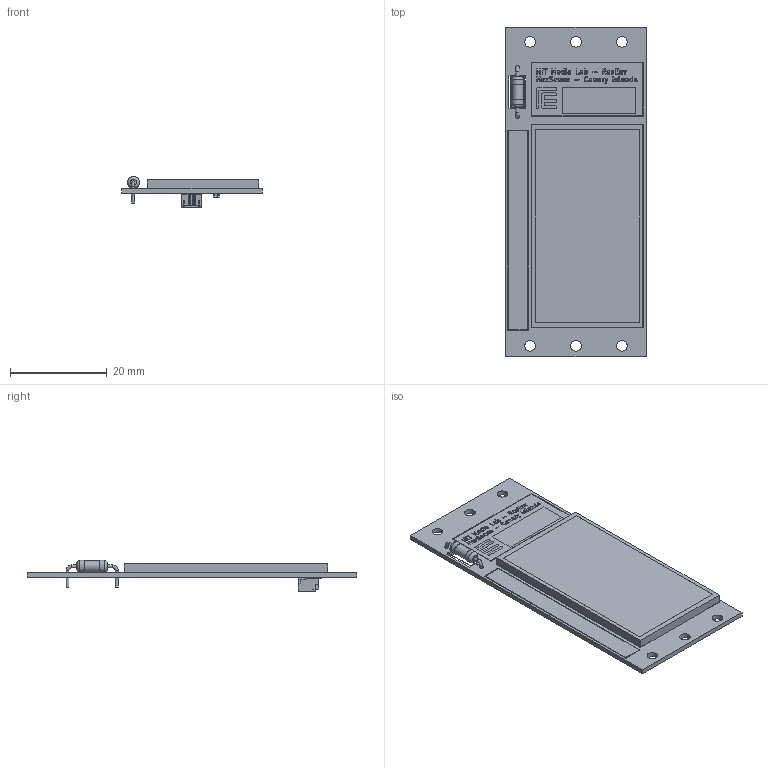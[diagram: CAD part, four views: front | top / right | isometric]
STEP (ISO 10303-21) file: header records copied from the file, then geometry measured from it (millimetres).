
FILE_DESCRIPTION(('FreeCAD Model'),'2;1');
FILE_NAME('Open CASCADE Shape Model','2024-01-23T00:18:57',('Author'),( ''),'Open CASCADE STEP processor 7.5','FreeCAD','Unknown');
FILE_SCHEMA(('AUTOMOTIVE_DESIGN { 1 0 10303 214 1 1 1 1 }'));
Length unit declared in the file: millimetre
Products named in the file (18): SIDE; Local_CS_b4b2; Board_Geoms_b4b2; Pcb_b4b2; PCB_Sketch_b4b2; topSilks_87f0; Step_Models_b4b2; Top_b4b2; SC2_Part 1_4863a58bc153; R6_R_Axial_DIN0207_L63mm_D25mm_P1016mm_Horizontal_2c17a1b4c26e; Bot_b4b2; J3_SM02B-SRSS-TB(LF)(SN)005_525f85e89ef8; SM02B-SRSS-TB(LF)(SN); SM02B-SRSS-TB(LF)(SN)001; SM02B-SRSS-TB(LF)(SN)002; SM02B-SRSS-TB(LF)(SN)003; SM02B-SRSS-TB(LF)(SN)004; D1_D_0805_c4761f91ea4f
Assembly tree (17 placements, depth 5):
  SIDE
    Local_CS_b4b2
    Board_Geoms_b4b2
      Pcb_b4b2
      PCB_Sketch_b4b2
      topSilks_87f0
    Step_Models_b4b2
      Top_b4b2
        SC2_Part 1_4863a58bc153
        R6_R_Axial_DIN0207_L63mm_D25mm_P1016mm_Horizontal_2c17a1b4c26e
      Bot_b4b2
        J3_SM02B-SRSS-TB(LF)(SN)005_525f85e89ef8
          SM02B-SRSS-TB(LF)(SN)
          SM02B-SRSS-TB(LF)(SN)001
          SM02B-SRSS-TB(LF)(SN)002
          SM02B-SRSS-TB(LF)(SN)003
          SM02B-SRSS-TB(LF)(SN)004
        D1_D_0805_c4761f91ea4f
Bounding box: 29 x 68 x 6.45 mm (x, y, z)
Volume: 3732.9 mm3; surface area: 6649.4 mm2
Topology: 9 solids, 58 shells, 345 faces, 3166 edges, 2899 vertices
Faces by surface type: plane 296, cylinder 45, torus 4
Full cylindrical faces by diameter (mm): 0.6 x4, 0.8 x2, 2.2 x6, 2.25 x1, 2.5 x2
Entity records: 30104 total; most frequent: CARTESIAN_POINT 6490, DIRECTION 3978, ORIENTED_EDGE 3955, EDGE_CURVE 3152, LINE 3064, VECTOR 3064, VERTEX_POINT 2877, AXIS2_PLACEMENT_3D 457
